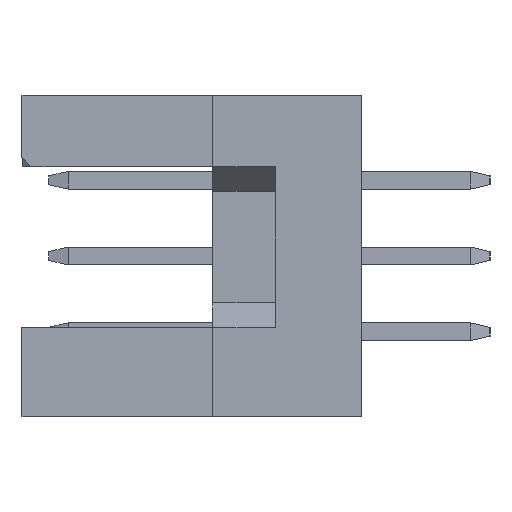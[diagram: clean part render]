
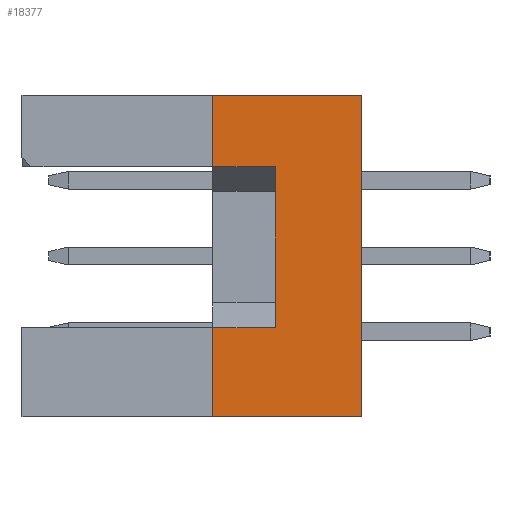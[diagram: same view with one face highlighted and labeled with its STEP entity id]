
A CAD part, left-side view. The second image highlights one B-rep face of the part: STEP entity #18377.
In plain terms, the highlighted planar face has unit normal (-1, 0, 0).
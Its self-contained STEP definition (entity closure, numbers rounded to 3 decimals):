
#73=DIRECTION('',(0.,0.,1.));
#74=VECTOR('',#73,10.8);
#75=CARTESIAN_POINT('',(-26.9,0.,-5.4));
#76=LINE('',#75,#74);
#77=DIRECTION('',(0.,-1.,0.));
#78=VECTOR('',#77,5.);
#79=CARTESIAN_POINT('',(-26.9,5.,-5.4));
#80=LINE('',#79,#78);
#81=DIRECTION('',(0.,-1.,0.));
#82=VECTOR('',#81,2.1);
#83=CARTESIAN_POINT('',(-26.9,5.,3.));
#84=LINE('',#83,#82);
#85=DIRECTION('',(0.,0.,1.));
#86=VECTOR('',#85,5.4);
#87=CARTESIAN_POINT('',(-26.9,2.9,-2.4));
#88=LINE('',#87,#86);
#121=DIRECTION('',(0.,1.,0.));
#122=VECTOR('',#121,2.1);
#123=CARTESIAN_POINT('',(-26.9,2.9,-2.4));
#124=LINE('',#123,#122);
#228=DIRECTION('',(0.,0.,-1.));
#229=VECTOR('',#228,2.4);
#230=CARTESIAN_POINT('',(-26.9,5.,5.4));
#231=LINE('',#230,#229);
#248=DIRECTION('',(0.,0.,-1.));
#249=VECTOR('',#248,3.);
#250=CARTESIAN_POINT('',(-26.9,5.,-2.4));
#251=LINE('',#250,#249);
#1777=DIRECTION('',(0.,-1.,0.));
#1778=VECTOR('',#1777,5.);
#1779=CARTESIAN_POINT('',(-26.9,5.,5.4));
#1780=LINE('',#1779,#1778);
#15901=CARTESIAN_POINT('',(-26.9,0.,-5.4));
#15902=VERTEX_POINT('',#15901);
#15903=CARTESIAN_POINT('',(-26.9,5.,-5.4));
#15904=VERTEX_POINT('',#15903);
#16349=CARTESIAN_POINT('',(-26.9,0.,5.4));
#16350=VERTEX_POINT('',#16349);
#16371=CARTESIAN_POINT('',(-26.9,5.,3.));
#16372=CARTESIAN_POINT('',(-26.9,2.9,3.));
#16373=VERTEX_POINT('',#16371);
#16374=VERTEX_POINT('',#16372);
#16375=CARTESIAN_POINT('',(-26.9,5.,5.4));
#16376=VERTEX_POINT('',#16375);
#16377=CARTESIAN_POINT('',(-26.9,5.,-2.4));
#16378=VERTEX_POINT('',#16377);
#16379=CARTESIAN_POINT('',(-26.9,2.9,-2.4));
#16380=VERTEX_POINT('',#16379);
#18356=CARTESIAN_POINT('',(-26.9,2.5,0.));
#18357=DIRECTION('',(1.,0.,0.));
#18358=DIRECTION('',(0.,-1.,0.));
#18359=AXIS2_PLACEMENT_3D('',#18356,#18357,#18358);
#18360=PLANE('',#18359);
#18362=ORIENTED_EDGE('',*,*,#18361,.F.);
#18364=ORIENTED_EDGE('',*,*,#18363,.F.);
#18366=ORIENTED_EDGE('',*,*,#18365,.T.);
#18367=ORIENTED_EDGE('',*,*,#18327,.F.);
#18368=ORIENTED_EDGE('',*,*,#17744,.F.);
#18370=ORIENTED_EDGE('',*,*,#18369,.F.);
#18372=ORIENTED_EDGE('',*,*,#18371,.F.);
#18374=ORIENTED_EDGE('',*,*,#18373,.T.);
#18375=EDGE_LOOP('',(#18362,#18364,#18366,#18367,#18368,#18370,#18372,#18374));
#18376=FACE_OUTER_BOUND('',#18375,.F.);
#17744=EDGE_CURVE('',#15904,#15902,#80,.T.);
#18327=EDGE_CURVE('',#15902,#16350,#76,.T.);
#18361=EDGE_CURVE('',#16373,#16374,#84,.T.);
#18363=EDGE_CURVE('',#16376,#16373,#231,.T.);
#18365=EDGE_CURVE('',#16376,#16350,#1780,.T.);
#18369=EDGE_CURVE('',#16378,#15904,#251,.T.);
#18371=EDGE_CURVE('',#16380,#16378,#124,.T.);
#18373=EDGE_CURVE('',#16380,#16374,#88,.T.);
#18377=ADVANCED_FACE('',(#18376),#18360,.F.);
